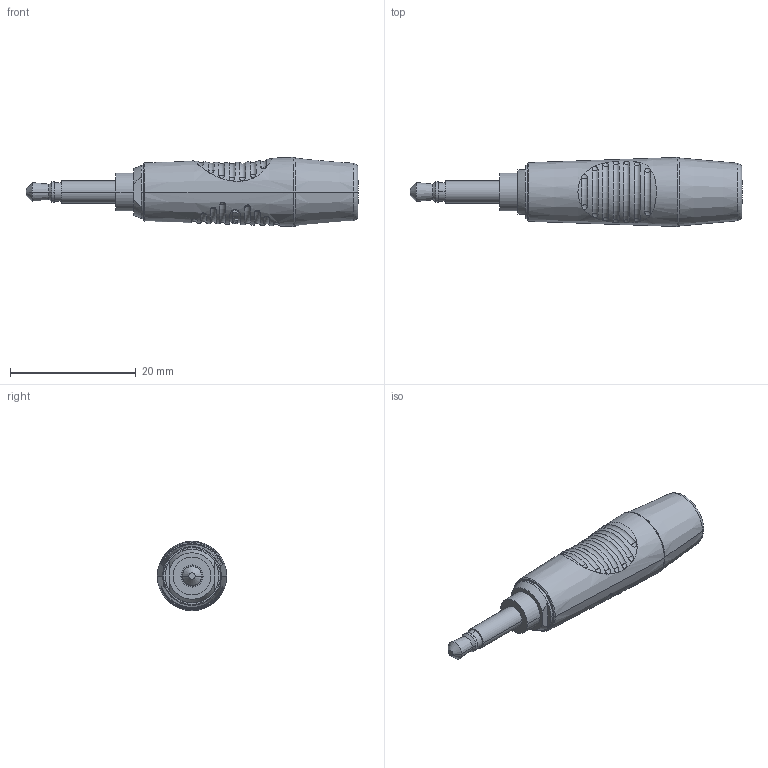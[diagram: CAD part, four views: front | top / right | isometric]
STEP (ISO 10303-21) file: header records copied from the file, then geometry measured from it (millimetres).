
FILE_DESCRIPTION((''),'2;1');
FILE_NAME('PRT0067','2021-03-17T',('zyj'),(''),'PRO/ENGINEER BY PARAMETRIC TECHNOLOGY CORPORATION, 2013040','PRO/ENGINEER BY PARAMETRIC TECHNOLOGY CORPORATION, 2013040','');
FILE_SCHEMA(('CONFIG_CONTROL_DESIGN','SHAPE_APPEARANCE_LAYERS_GROUPS'));
Length unit declared in the file: millimetre
Products named in the file (1): PRT0067
Bounding box: 52.7 x 10.99 x 10.99 mm (x, y, z)
Volume: 2552.6 mm3; surface area: 2183.7 mm2
Topology: 1 solids, 6 shells, 218 faces, 511 edges, 328 vertices
Faces by surface type: plane 71, cylinder 45, cone 36, torus 35, sphere 16, bspline 8, revolution 5, extrusion 2
Entity records: 8653 total; most frequent: CARTESIAN_POINT 3769, ORIENTED_EDGE 1018, DIRECTION 959, EDGE_CURVE 509, AXIS2_PLACEMENT_3D 411, VERTEX_POINT 328, EDGE_LOOP 251, FACE_OUTER_BOUND 218
